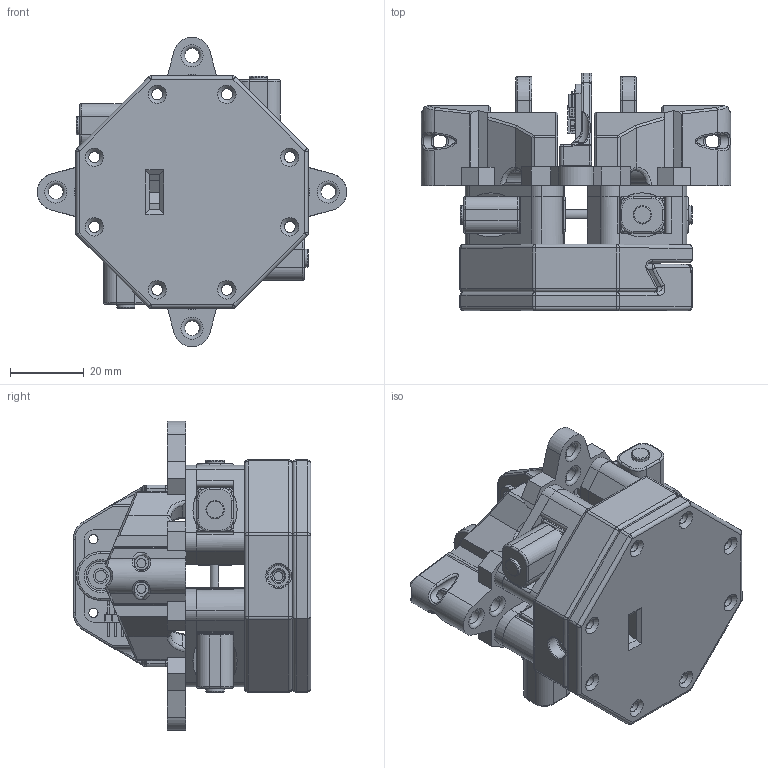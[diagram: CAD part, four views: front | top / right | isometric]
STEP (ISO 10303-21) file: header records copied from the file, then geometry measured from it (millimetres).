
FILE_DESCRIPTION(/* description */ (''),/* implementation_level */ '2;1');
FILE_NAME(/* name */ 'seg_lnk00.stp',/* time_stamp */ '2019-04-16T22:41:08+01:00',/* author */ (''),/* organization */ (''),/* preprocessor_version */ 'ST-DEVELOPER v18',/* originating_system */ 'Autodesk Translation Framework v8.2.0.1029',/* authorisation */ '');
FILE_SCHEMA (('AUTOMOTIVE_DESIGN { 1 0 10303 214 3 1 1 }'));
Products named in the file (38): segment_link0; modular_connection_pair_v1; female_connecor; male_connector; cutting_tool; female_cutter; Actuator_block; actuator_block_element_v2.3b2; 6V_20RPM_8kgCmStallTorque_v1; quadrant_style_motorMount_v1; actuator_block_element_v2.3b2_1; 6V_20RPM_8kgCmStallTorque_v1_1; quadrant_style_motorMount_v1_1; actuator_block_element_v2.3b2_2; 6V_20RPM_8kgCmStallTorque_v1_2; quadrant_style_motorMount_v1_2; actuator_block_element_v2.3b2_3; 6V_20RPM_8kgCmStallTorque_v1_3; Motor D-shaft; GearBox; Stator; quadrant_style_motorMount_v1_3; bottom_proximal_disk; bearing_reciever_3*8*4_v2.3b2; bearing_reciever_3*8*4_v2.3b2_1; 3*8*4mm small double shileded bearing (693ZZ); AS5600_ANALOG_TO_I2C_mount_v2.3b2; AS5600_ANALOG_TO_I2C_v1; PinHeader_1x04_P2; SOLID; SOT-23-5; SOLID (1); C_0805_2012Metric; SOIC-8_3.9x4.9mm_P1; SOLID (3); COMPOUND; C_0805_2012Metric_1; SOLID (2)
Assembly tree (52 placements, depth 5):
  segment_link0
    modular_connection_pair_v1
      female_connecor
      male_connector
      cutting_tool
        female_cutter
    Actuator_block
      actuator_block_element_v2.3b2
        6V_20RPM_8kgCmStallTorque_v1
          Motor D-shaft
          GearBox
          Stator
        quadrant_style_motorMount_v1
          3*8*4mm small double shileded bearing (693ZZ)
      actuator_block_element_v2.3b2_1
        6V_20RPM_8kgCmStallTorque_v1_1
          Motor D-shaft
          GearBox
          Stator
        quadrant_style_motorMount_v1_1
          3*8*4mm small double shileded bearing (693ZZ)
      actuator_block_element_v2.3b2_2
        6V_20RPM_8kgCmStallTorque_v1_2
          Motor D-shaft
          GearBox
          Stator
        quadrant_style_motorMount_v1_2
          3*8*4mm small double shileded bearing (693ZZ)
      actuator_block_element_v2.3b2_3
        6V_20RPM_8kgCmStallTorque_v1_3
          Motor D-shaft
          GearBox
          Stator
        quadrant_style_motorMount_v1_3
          3*8*4mm small double shileded bearing (693ZZ)
    bottom_proximal_disk
      bearing_reciever_3*8*4_v2.3b2
        3*8*4mm small double shileded bearing (693ZZ)
      bearing_reciever_3*8*4_v2.3b2_1
        3*8*4mm small double shileded bearing (693ZZ)
    AS5600_ANALOG_TO_I2C_mount_v2.3b2
      AS5600_ANALOG_TO_I2C_v1
        PinHeader_1x04_P2
          SOLID
        SOT-23-5
          SOLID (1)
        C_0805_2012Metric
          SOLID (2)
        SOIC-8_3.9x4.9mm_P1
          SOLID (3)
        COMPOUND
        C_0805_2012Metric_1
          SOLID (2)
Bounding box: 83.99 x 64.53 x 83.96 mm (x, y, z)
Volume: 119235.9 mm3; surface area: 65112.8 mm2
Topology: 38 solids, 38 shells, 2094 faces, 5156 edges, 3180 vertices
Faces by surface type: plane 1069, cylinder 646, bspline 200, torus 103, sphere 58, cone 18
Full cylindrical faces by diameter (mm): 0.6 x1, 0.8 x4, 2.5 x22, 2.75 x2, 3 x38, 3.2 x8, 3.5 x3, 4 x28, 4.25 x2, 5 x4, 6.25 x1, 7 x12, 8 x12
Entity records: 63912 total; most frequent: CARTESIAN_POINT 18161, DIRECTION 9296, ORIENTED_EDGE 9214, EDGE_CURVE 4607, AXIS2_PLACEMENT_3D 3194, LINE 2908, VECTOR 2908, VERTEX_POINT 2863
